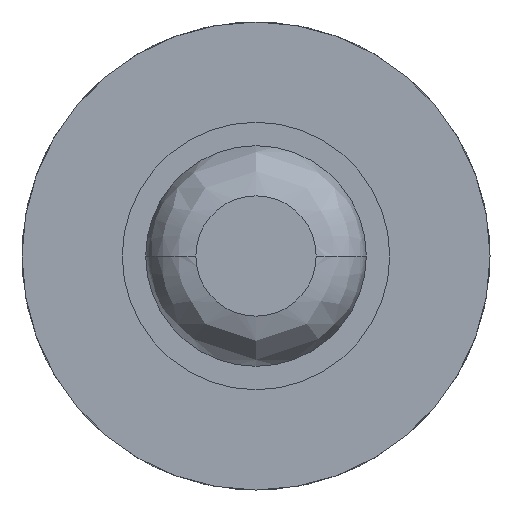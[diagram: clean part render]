
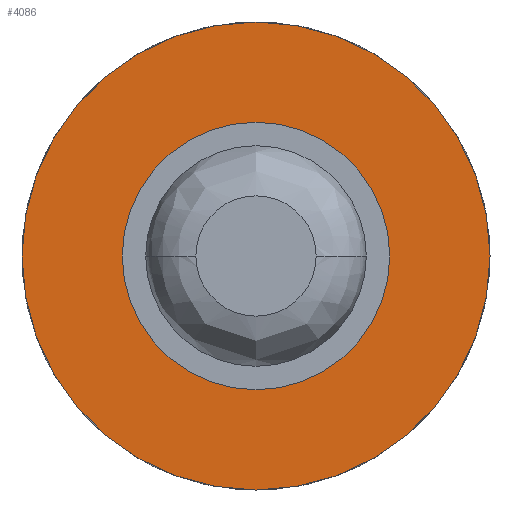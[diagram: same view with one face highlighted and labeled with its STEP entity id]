
A CAD part, front view. The second image highlights one B-rep face of the part: STEP entity #4086.
In plain terms, the highlighted planar face has unit normal (0, -1, 0).
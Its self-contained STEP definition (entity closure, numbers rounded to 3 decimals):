
#96 = DIRECTION ( 'NONE',  ( 0., 0., -1. ) ) ;
#150 = CARTESIAN_POINT ( 'NONE',  ( 0., 5.3, 0. ) ) ;
#167 = DIRECTION ( 'NONE',  ( 0., -1., 0. ) ) ;
#202 = CARTESIAN_POINT ( 'NONE',  ( 0., 5.3, -1.75 ) ) ;
#252 = EDGE_LOOP ( 'NONE', ( #2575, #3260 ) ) ;
#257 = AXIS2_PLACEMENT_3D ( 'NONE', #314, #5484, #4128 ) ;
#262 = EDGE_LOOP ( 'NONE', ( #5075, #4335 ) ) ;
#295 = DIRECTION ( 'NONE',  ( 0., 0., -1. ) ) ;
#314 = CARTESIAN_POINT ( 'NONE',  ( 0., 5.3, 0. ) ) ;
#822 = CARTESIAN_POINT ( 'NONE',  ( 0., 5.3, 1.75 ) ) ;
#1312 = VERTEX_POINT ( 'NONE', #5498 ) ;
#1364 = AXIS2_PLACEMENT_3D ( 'NONE', #4962, #5381, #295 ) ;
#1560 = VERTEX_POINT ( 'NONE', #202 ) ;
#1578 = AXIS2_PLACEMENT_3D ( 'NONE', #150, #167, #4832 ) ;
#1715 = CARTESIAN_POINT ( 'NONE',  ( 0., 5.3, 1.75 ) ) ;
#2575 = ORIENTED_EDGE ( 'NONE', *, *, #3364, .T. ) ;
#3260 = ORIENTED_EDGE ( 'NONE', *, *, #4662, .T. ) ;
#3295 = EDGE_CURVE ( 'NONE', #4324, #1312, #4140, .T. ) ;
#3364 = EDGE_CURVE ( 'NONE', #1560, #4341, #3617, .T. ) ;
#3473 = DIRECTION ( 'NONE',  ( 0., -1., 0. ) ) ;
#3525 = CARTESIAN_POINT ( 'NONE',  ( 0., 5.3, 0. ) ) ;
#3583 = AXIS2_PLACEMENT_3D ( 'NONE', #822, #5046, #4175 ) ;
#3617 = CIRCLE ( 'NONE', #1578, 1.75 ) ;
#3670 = FACE_BOUND ( 'NONE', #262, .T. ) ;
#3736 = CIRCLE ( 'NONE', #257, 1.75 ) ;
#3779 = PLANE ( 'NONE',  #3583 ) ;
#3831 = CARTESIAN_POINT ( 'NONE',  ( 0., 5.3, 0.5 ) ) ;
#4086 = ADVANCED_FACE ( 'NONE', ( #3670, #4388 ), #3779, .T. ) ;
#4128 = DIRECTION ( 'NONE',  ( 0., 0., -1. ) ) ;
#4140 = CIRCLE ( 'NONE', #4922, 0.5 ) ;
#4175 = DIRECTION ( 'NONE',  ( 0., 0., -1. ) ) ;
#4324 = VERTEX_POINT ( 'NONE', #3831 ) ;
#4335 = ORIENTED_EDGE ( 'NONE', *, *, #3295, .F. ) ;
#4341 = VERTEX_POINT ( 'NONE', #1715 ) ;
#4388 = FACE_OUTER_BOUND ( 'NONE', #252, .T. ) ;
#4662 = EDGE_CURVE ( 'NONE', #4341, #1560, #3736, .T. ) ;
#4716 = CIRCLE ( 'NONE', #1364, 0.5 ) ;
#4832 = DIRECTION ( 'NONE',  ( 0., 0., -1. ) ) ;
#4922 = AXIS2_PLACEMENT_3D ( 'NONE', #3525, #3473, #96 ) ;
#4962 = CARTESIAN_POINT ( 'NONE',  ( 0., 5.3, 0. ) ) ;
#5046 = DIRECTION ( 'NONE',  ( 0., -1., 0. ) ) ;
#5075 = ORIENTED_EDGE ( 'NONE', *, *, #5210, .F. ) ;
#5210 = EDGE_CURVE ( 'NONE', #1312, #4324, #4716, .T. ) ;
#5381 = DIRECTION ( 'NONE',  ( 0., -1., 0. ) ) ;
#5484 = DIRECTION ( 'NONE',  ( 0., -1., 0. ) ) ;
#5498 = CARTESIAN_POINT ( 'NONE',  ( 0., 5.3, -0.5 ) ) ;
